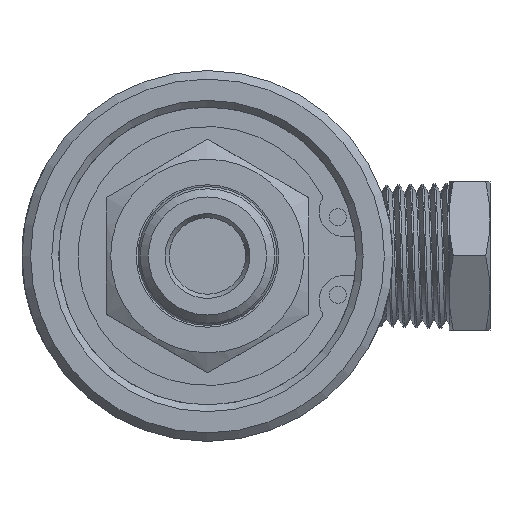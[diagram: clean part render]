
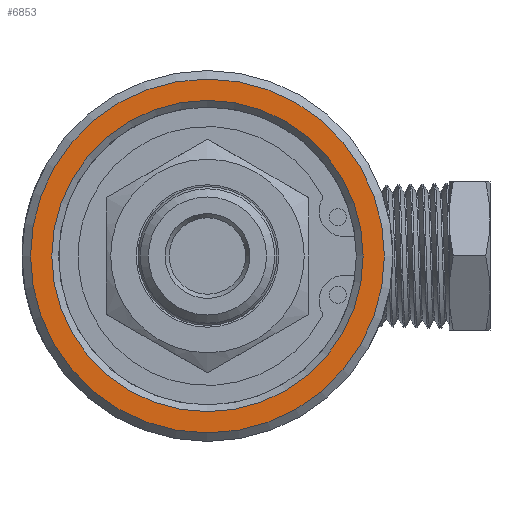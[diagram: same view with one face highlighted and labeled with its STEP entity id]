
A CAD part, left-side view. The second image highlights one B-rep face of the part: STEP entity #6853.
In plain terms, the highlighted planar face has unit normal (-1, 0, 0).
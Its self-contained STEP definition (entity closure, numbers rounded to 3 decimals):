
#339=FACE_BOUND('',#1079,.T.);
#397=PLANE('',#7350);
#668=FACE_OUTER_BOUND('',#1078,.T.);
#1078=EDGE_LOOP('',(#4881));
#1079=EDGE_LOOP('',(#4882));
#1538=CIRCLE('',#7349,18.34);
#1539=CIRCLE('',#7351,20.85);
#2945=VERTEX_POINT('',#12291);
#2946=VERTEX_POINT('',#12295);
#3705=EDGE_CURVE('',#2945,#2945,#1538,.T.);
#3706=EDGE_CURVE('',#2946,#2946,#1539,.T.);
#4881=ORIENTED_EDGE('',*,*,#3706,.F.);
#4882=ORIENTED_EDGE('',*,*,#3705,.F.);
#6853=ADVANCED_FACE('',(#668,#339),#397,.T.);
#7349=AXIS2_PLACEMENT_3D('',#12293,#8092,#8093);
#7350=AXIS2_PLACEMENT_3D('',#12294,#8094,#8095);
#7351=AXIS2_PLACEMENT_3D('',#12296,#8096,#8097);
#8092=DIRECTION('center_axis',(-1.,0.,0.));
#8093=DIRECTION('ref_axis',(0.,-1.,0.));
#8094=DIRECTION('center_axis',(-1.,0.,0.));
#8095=DIRECTION('ref_axis',(0.,0.,1.));
#8096=DIRECTION('center_axis',(1.,0.,0.));
#8097=DIRECTION('ref_axis',(0.,-1.,0.));
#12291=CARTESIAN_POINT('',(0.,18.34,0.));
#12293=CARTESIAN_POINT('Origin',(0.,0.,0.));
#12294=CARTESIAN_POINT('Origin',(0.,10.925,0.));
#12295=CARTESIAN_POINT('',(0.,20.85,0.));
#12296=CARTESIAN_POINT('Origin',(0.,0.,0.));
